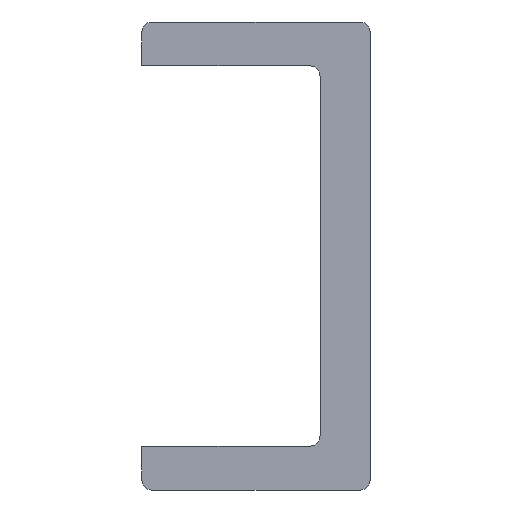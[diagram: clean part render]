
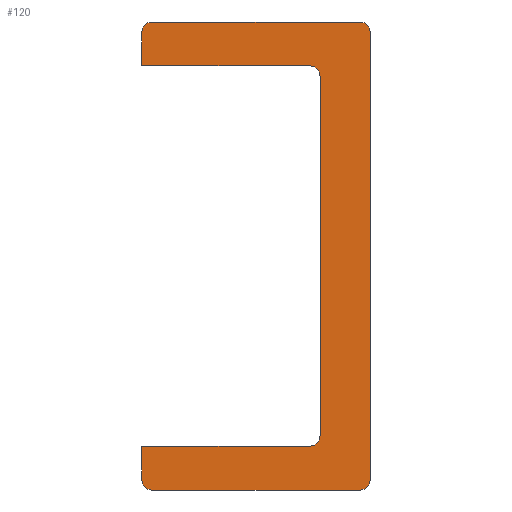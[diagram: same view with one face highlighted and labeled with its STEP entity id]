
A CAD part, front view. The second image highlights one B-rep face of the part: STEP entity #120.
In plain terms, the highlighted planar face has unit normal (0, -1, 0).
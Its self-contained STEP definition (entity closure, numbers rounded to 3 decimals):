
#120 = ADVANCED_FACE( '', ( #294 ), #295, .F. );
#294 = FACE_OUTER_BOUND( '', #519, .T. );
#295 = PLANE( '', #520 );
#519 = EDGE_LOOP( '', ( #802, #803, #804, #805, #806, #807, #808, #809, #810, #811, #812, #813, #814, #815 ) );
#520 = AXIS2_PLACEMENT_3D( '', #816, #817, #818 );
#802 = ORIENTED_EDGE( '', *, *, #1105, .F. );
#803 = ORIENTED_EDGE( '', *, *, #1106, .T. );
#804 = ORIENTED_EDGE( '', *, *, #1107, .F. );
#805 = ORIENTED_EDGE( '', *, *, #1108, .T. );
#806 = ORIENTED_EDGE( '', *, *, #1030, .F. );
#807 = ORIENTED_EDGE( '', *, *, #1109, .F. );
#808 = ORIENTED_EDGE( '', *, *, #1081, .F. );
#809 = ORIENTED_EDGE( '', *, *, #1074, .F. );
#810 = ORIENTED_EDGE( '', *, *, #1110, .F. );
#811 = ORIENTED_EDGE( '', *, *, #1111, .F. );
#812 = ORIENTED_EDGE( '', *, *, #1100, .F. );
#813 = ORIENTED_EDGE( '', *, *, #1112, .T. );
#814 = ORIENTED_EDGE( '', *, *, #1058, .F. );
#815 = ORIENTED_EDGE( '', *, *, #1043, .T. );
#816 = CARTESIAN_POINT( '', ( -10.5, 0., 21.5 ) );
#817 = DIRECTION( '', ( 0., 1., 0. ) );
#818 = DIRECTION( '', ( 0., 0., 1. ) );
#1030 = EDGE_CURVE( '', #1179, #1180, #1181, .T. );
#1043 = EDGE_CURVE( '', #1203, #1201, #1204, .F. );
#1058 = EDGE_CURVE( '', #1203, #1227, #1228, .T. );
#1074 = EDGE_CURVE( '', #1257, #1258, #1259, .T. );
#1081 = EDGE_CURVE( '', #1258, #1269, #1270, .T. );
#1100 = EDGE_CURVE( '', #1298, #1300, #1301, .T. );
#1105 = EDGE_CURVE( '', #1307, #1201, #1308, .T. );
#1106 = EDGE_CURVE( '', #1307, #1309, #1310, .F. );
#1107 = EDGE_CURVE( '', #1311, #1309, #1312, .T. );
#1108 = EDGE_CURVE( '', #1311, #1180, #1313, .F. );
#1109 = EDGE_CURVE( '', #1269, #1179, #1314, .T. );
#1110 = EDGE_CURVE( '', #1315, #1257, #1316, .T. );
#1111 = EDGE_CURVE( '', #1300, #1315, #1317, .T. );
#1112 = EDGE_CURVE( '', #1298, #1227, #1318, .F. );
#1179 = VERTEX_POINT( '', #1401 );
#1180 = VERTEX_POINT( '', #1402 );
#1181 = LINE( '', #1403, #1404 );
#1201 = VERTEX_POINT( '', #1427 );
#1203 = VERTEX_POINT( '', #1430 );
#1204 = CIRCLE( '', #1431, 0.9 );
#1227 = VERTEX_POINT( '', #1456 );
#1228 = LINE( '', #1457, #1458 );
#1257 = VERTEX_POINT( '', #1488 );
#1258 = VERTEX_POINT( '', #1489 );
#1259 = LINE( '', #1490, #1491 );
#1269 = VERTEX_POINT( '', #1504 );
#1270 = CIRCLE( '', #1505, 1. );
#1298 = VERTEX_POINT( '', #1535 );
#1300 = VERTEX_POINT( '', #1538 );
#1301 = LINE( '', #1539, #1540 );
#1307 = VERTEX_POINT( '', #1547 );
#1308 = LINE( '', #1548, #1549 );
#1309 = VERTEX_POINT( '', #1550 );
#1310 = CIRCLE( '', #1551, 0.9 );
#1311 = VERTEX_POINT( '', #1552 );
#1312 = LINE( '', #1553, #1554 );
#1313 = CIRCLE( '', #1555, 0.9 );
#1314 = LINE( '', #1556, #1557 );
#1315 = VERTEX_POINT( '', #1558 );
#1316 = CIRCLE( '', #1559, 1. );
#1317 = LINE( '', #1560, #1561 );
#1318 = CIRCLE( '', #1562, 0.9 );
#1401 = CARTESIAN_POINT( '', ( -10.5, 0., 17.5 ) );
#1402 = CARTESIAN_POINT( '', ( -10.5, 0., 20.6 ) );
#1403 = CARTESIAN_POINT( '', ( -10.5, 0., -21.5 ) );
#1404 = VECTOR( '', #1655, 1000. );
#1427 = CARTESIAN_POINT( '', ( 10.5, 0., -20.6 ) );
#1430 = CARTESIAN_POINT( '', ( 9.6, 0., -21.5 ) );
#1431 = AXIS2_PLACEMENT_3D( '', #1675, #1676, #1677 );
#1456 = CARTESIAN_POINT( '', ( -9.6, 0., -21.5 ) );
#1457 = CARTESIAN_POINT( '', ( 10.5, 0., -21.5 ) );
#1458 = VECTOR( '', #1701, 1000. );
#1488 = CARTESIAN_POINT( '', ( 5.9, 0., -16.5 ) );
#1489 = CARTESIAN_POINT( '', ( 5.9, 0., 16.5 ) );
#1490 = CARTESIAN_POINT( '', ( 5.9, 0., 16.5 ) );
#1491 = VECTOR( '', #1742, 1000. );
#1504 = CARTESIAN_POINT( '', ( 4.9, 0., 17.5 ) );
#1505 = AXIS2_PLACEMENT_3D( '', #1749, #1750, #1751 );
#1535 = CARTESIAN_POINT( '', ( -10.5, 0., -20.6 ) );
#1538 = CARTESIAN_POINT( '', ( -10.5, 0., -17.5 ) );
#1539 = CARTESIAN_POINT( '', ( -10.5, 0., -21.5 ) );
#1540 = VECTOR( '', #1779, 1000. );
#1547 = CARTESIAN_POINT( '', ( 10.5, 0., 20.6 ) );
#1548 = CARTESIAN_POINT( '', ( 10.5, 0., 21.5 ) );
#1549 = VECTOR( '', #1784, 1000. );
#1550 = CARTESIAN_POINT( '', ( 9.6, 0., 21.5 ) );
#1551 = AXIS2_PLACEMENT_3D( '', #1785, #1786, #1787 );
#1552 = CARTESIAN_POINT( '', ( -9.6, 0., 21.5 ) );
#1553 = CARTESIAN_POINT( '', ( -10.5, 0., 21.5 ) );
#1554 = VECTOR( '', #1788, 1000. );
#1555 = AXIS2_PLACEMENT_3D( '', #1789, #1790, #1791 );
#1556 = CARTESIAN_POINT( '', ( 4.9, 0., 17.5 ) );
#1557 = VECTOR( '', #1792, 1000. );
#1558 = CARTESIAN_POINT( '', ( 4.9, 0., -17.5 ) );
#1559 = AXIS2_PLACEMENT_3D( '', #1793, #1794, #1795 );
#1560 = CARTESIAN_POINT( '', ( 4.9, 0., -17.5 ) );
#1561 = VECTOR( '', #1796, 1000. );
#1562 = AXIS2_PLACEMENT_3D( '', #1797, #1798, #1799 );
#1655 = DIRECTION( '', ( 0., 0., 1. ) );
#1675 = CARTESIAN_POINT( '', ( 9.6, 0., -20.6 ) );
#1676 = DIRECTION( '', ( 0., 1., 0. ) );
#1677 = DIRECTION( '', ( 0., 0., 1. ) );
#1701 = DIRECTION( '', ( -1., 0., 0. ) );
#1742 = DIRECTION( '', ( 0., 0., 1. ) );
#1749 = CARTESIAN_POINT( '', ( 4.9, 0., 16.5 ) );
#1750 = DIRECTION( '', ( 0., -1., 0. ) );
#1751 = DIRECTION( '', ( -1., 0., 0. ) );
#1779 = DIRECTION( '', ( 0., 0., 1. ) );
#1784 = DIRECTION( '', ( 0., 0., -1. ) );
#1785 = CARTESIAN_POINT( '', ( 9.6, 0., 20.6 ) );
#1786 = DIRECTION( '', ( 0., 1., 0. ) );
#1787 = DIRECTION( '', ( 0., 0., 1. ) );
#1788 = DIRECTION( '', ( 1., 0., 0. ) );
#1789 = CARTESIAN_POINT( '', ( -9.6, 0., 20.6 ) );
#1790 = DIRECTION( '', ( 0., 1., 0. ) );
#1791 = DIRECTION( '', ( 0., 0., 1. ) );
#1792 = DIRECTION( '', ( -1., 0., 0. ) );
#1793 = CARTESIAN_POINT( '', ( 4.9, 0., -16.5 ) );
#1794 = DIRECTION( '', ( 0., -1., 0. ) );
#1795 = DIRECTION( '', ( -1., 0., 0. ) );
#1796 = DIRECTION( '', ( 1., 0., 0. ) );
#1797 = CARTESIAN_POINT( '', ( -9.6, 0., -20.6 ) );
#1798 = DIRECTION( '', ( 0., 1., 0. ) );
#1799 = DIRECTION( '', ( 0., 0., 1. ) );
